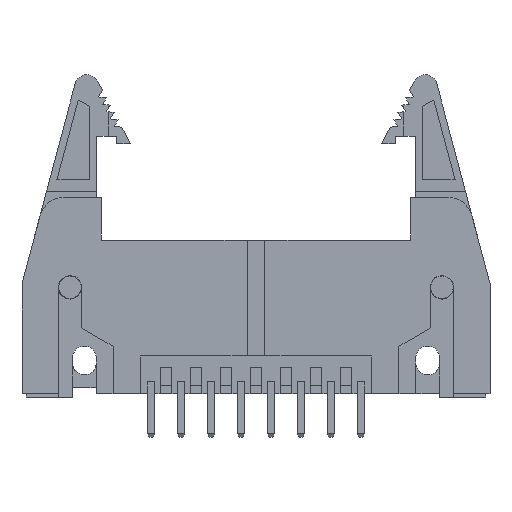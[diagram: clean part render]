
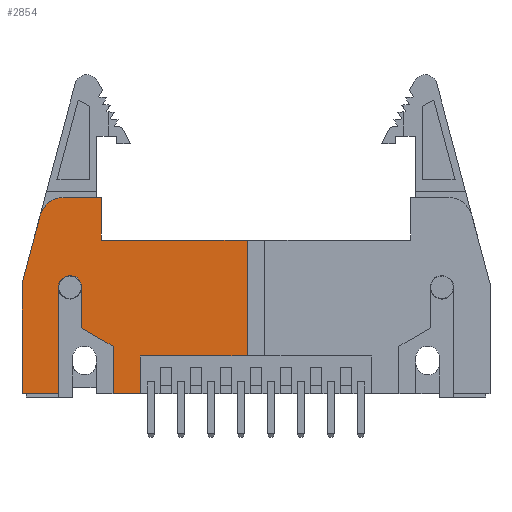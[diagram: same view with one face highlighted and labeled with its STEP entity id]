
A CAD part, front view. The second image highlights one B-rep face of the part: STEP entity #2854.
In plain terms, the highlighted planar face has unit normal (0, -1, 0).
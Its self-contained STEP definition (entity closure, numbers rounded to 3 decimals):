
#1049 = FACE_OUTER_BOUND ( 'NONE', #35026, .T. ) ;
#1374 = VERTEX_POINT ( 'NONE', #21103 ) ;
#1393 = ORIENTED_EDGE ( 'NONE', *, *, #37510, .T. ) ;
#1683 = CARTESIAN_POINT ( 'NONE',  ( 8.55, 0., 3.18 ) ) ;
#1849 = VERTEX_POINT ( 'NONE', #1683 ) ;
#2176 = VECTOR ( 'NONE', #20891, 1000. ) ;
#2388 = VERTEX_POINT ( 'NONE', #5636 ) ;
#2414 = EDGE_CURVE ( 'NONE', #1849, #2388, #4826, .T. ) ;
#2586 = CARTESIAN_POINT ( 'NONE',  ( -7.04, 0., 16.6 ) ) ;
#2854 = ADVANCED_FACE ( 'NONE', ( #1049 ), #35139, .T. ) ;
#2982 = DIRECTION ( 'NONE',  ( 1., 0., 0. ) ) ;
#3031 = CARTESIAN_POINT ( 'NONE',  ( -0.51, 0., 0. ) ) ;
#3077 = CARTESIAN_POINT ( 'NONE',  ( -5.452, 0., 8.5 ) ) ;
#3287 = EDGE_CURVE ( 'NONE', #19797, #21746, #25820, .T. ) ;
#3728 = ORIENTED_EDGE ( 'NONE', *, *, #8566, .T. ) ;
#3935 = VERTEX_POINT ( 'NONE', #7972 ) ;
#4065 = CARTESIAN_POINT ( 'NONE',  ( 0.95, 0., 0. ) ) ;
#4712 = EDGE_CURVE ( 'NONE', #32072, #8437, #27182, .T. ) ;
#4820 = VECTOR ( 'NONE', #33715, 1000. ) ;
#4826 = LINE ( 'NONE', #20476, #33668 ) ;
#5283 = VECTOR ( 'NONE', #37933, 1000. ) ;
#5351 = AXIS2_PLACEMENT_3D ( 'NONE', #7376, #26274, #19776 ) ;
#5607 = VECTOR ( 'NONE', #35572, 1000. ) ;
#5625 = CARTESIAN_POINT ( 'NONE',  ( -5.452, 0., 5.56 ) ) ;
#5636 = CARTESIAN_POINT ( 'NONE',  ( 8.55, 0., 13. ) ) ;
#7175 = LINE ( 'NONE', #19770, #30334 ) ;
#7253 = ORIENTED_EDGE ( 'NONE', *, *, #26223, .T. ) ;
#7376 = CARTESIAN_POINT ( 'NONE',  ( -6.45, 0., 9. ) ) ;
#7640 = ORIENTED_EDGE ( 'NONE', *, *, #40055, .T. ) ;
#7765 = EDGE_CURVE ( 'NONE', #25834, #30331, #14465, .T. ) ;
#7972 = CARTESIAN_POINT ( 'NONE',  ( -7.45, 0., 9. ) ) ;
#8028 = ORIENTED_EDGE ( 'NONE', *, *, #36589, .T. ) ;
#8437 = VERTEX_POINT ( 'NONE', #28436 ) ;
#8566 = EDGE_CURVE ( 'NONE', #35299, #38488, #29442, .T. ) ;
#8749 = LINE ( 'NONE', #33285, #9187 ) ;
#9187 = VECTOR ( 'NONE', #11630, 1000. ) ;
#9281 = LINE ( 'NONE', #28362, #13823 ) ;
#9315 = CARTESIAN_POINT ( 'NONE',  ( -10.52, 0., 9.292 ) ) ;
#9388 = EDGE_CURVE ( 'NONE', #21746, #13761, #35780, .T. ) ;
#10017 = ORIENTED_EDGE ( 'NONE', *, *, #38183, .T. ) ;
#10755 = DIRECTION ( 'NONE',  ( 1., 0., 0. ) ) ;
#11286 = LINE ( 'NONE', #11482, #31652 ) ;
#11482 = CARTESIAN_POINT ( 'NONE',  ( -3.81, 0., 8.5 ) ) ;
#11630 = DIRECTION ( 'NONE',  ( 0., 0., -1. ) ) ;
#12010 = ORIENTED_EDGE ( 'NONE', *, *, #29693, .T. ) ;
#12241 = LINE ( 'NONE', #36163, #20218 ) ;
#12328 = ORIENTED_EDGE ( 'NONE', *, *, #4712, .T. ) ;
#13251 = CARTESIAN_POINT ( 'NONE',  ( 8.55, 0., 0. ) ) ;
#13320 = EDGE_CURVE ( 'NONE', #13761, #32072, #35062, .T. ) ;
#13382 = DIRECTION ( 'NONE',  ( -0.257, 0., -0.966 ) ) ;
#13761 = VERTEX_POINT ( 'NONE', #35731 ) ;
#13823 = VECTOR ( 'NONE', #2982, 1000. ) ;
#14252 = ORIENTED_EDGE ( 'NONE', *, *, #23115, .T. ) ;
#14393 = DIRECTION ( 'NONE',  ( 0., 0., 1. ) ) ;
#14465 = B_SPLINE_CURVE_WITH_KNOTS ( 'NONE', 3,
 ( #18003, #36053, #14980, #26976 ),
 .UNSPECIFIED., .F., .F.,
 ( 4, 4 ),
 ( 0., 1. ),
 .UNSPECIFIED. ) ;
#14644 = EDGE_CURVE ( 'NONE', #8437, #1374, #23240, .T. ) ;
#14681 = ORIENTED_EDGE ( 'NONE', *, *, #35240, .T. ) ;
#14715 = CARTESIAN_POINT ( 'NONE',  ( -7.45, 0., 8.5 ) ) ;
#14980 = CARTESIAN_POINT ( 'NONE',  ( -3.691, 0., 4.52 ) ) ;
#15393 = VERTEX_POINT ( 'NONE', #22510 ) ;
#16016 = CARTESIAN_POINT ( 'NONE',  ( -11.569, 0., 5.345 ) ) ;
#16496 = ORIENTED_EDGE ( 'NONE', *, *, #9388, .T. ) ;
#16897 = ORIENTED_EDGE ( 'NONE', *, *, #13320, .T. ) ;
#17157 = CARTESIAN_POINT ( 'NONE',  ( -2.86, 0., 0. ) ) ;
#17488 = ORIENTED_EDGE ( 'NONE', *, *, #3287, .T. ) ;
#17661 = CARTESIAN_POINT ( 'NONE',  ( -3.81, 0., 16.6 ) ) ;
#18003 = CARTESIAN_POINT ( 'NONE',  ( -5.452, 0., 5.56 ) ) ;
#18217 = AXIS2_PLACEMENT_3D ( 'NONE', #13251, #22199, #25673 ) ;
#18354 = VERTEX_POINT ( 'NONE', #27194 ) ;
#19764 = VECTOR ( 'NONE', #36566, 1000. ) ;
#19770 = CARTESIAN_POINT ( 'NONE',  ( 0.95, 0., 13. ) ) ;
#19776 = DIRECTION ( 'NONE',  ( 1., 0., 0. ) ) ;
#19797 = VERTEX_POINT ( 'NONE', #17661 ) ;
#20073 = DIRECTION ( 'NONE',  ( 0., 1., 0. ) ) ;
#20165 = DIRECTION ( 'NONE',  ( -1., 0., 0. ) ) ;
#20218 = VECTOR ( 'NONE', #24626, 1000. ) ;
#20476 = CARTESIAN_POINT ( 'NONE',  ( 8.55, 0., 8.5 ) ) ;
#20891 = DIRECTION ( 'NONE',  ( 0., 0., -1. ) ) ;
#21103 = CARTESIAN_POINT ( 'NONE',  ( -7.45, 0., 0. ) ) ;
#21405 = CIRCLE ( 'NONE', #38758, 1. ) ;
#21746 = VERTEX_POINT ( 'NONE', #2586 ) ;
#22199 = DIRECTION ( 'NONE',  ( 0., -1., 0. ) ) ;
#22510 = CARTESIAN_POINT ( 'NONE',  ( -3.81, 0., 13. ) ) ;
#22955 = DIRECTION ( 'NONE',  ( 1., 0., 0. ) ) ;
#23115 = EDGE_CURVE ( 'NONE', #3935, #29065, #36428, .T. ) ;
#23240 = LINE ( 'NONE', #17157, #5607 ) ;
#23924 = CARTESIAN_POINT ( 'NONE',  ( -10.52, 0., 0. ) ) ;
#23952 = ORIENTED_EDGE ( 'NONE', *, *, #2414, .T. ) ;
#24626 = DIRECTION ( 'NONE',  ( 0., 0., 1. ) ) ;
#25328 = CARTESIAN_POINT ( 'NONE',  ( -5.452, 0., 8.937 ) ) ;
#25472 = AXIS2_PLACEMENT_3D ( 'NONE', #32636, #27186, #36064 ) ;
#25673 = DIRECTION ( 'NONE',  ( 0., 0., 1. ) ) ;
#25820 = LINE ( 'NONE', #38129, #5283 ) ;
#25834 = VERTEX_POINT ( 'NONE', #5625 ) ;
#26182 = CARTESIAN_POINT ( 'NONE',  ( -6.45, 0., 9. ) ) ;
#26223 = EDGE_CURVE ( 'NONE', #2388, #15393, #7175, .T. ) ;
#26274 = DIRECTION ( 'NONE',  ( 0., 1., 0. ) ) ;
#26976 = CARTESIAN_POINT ( 'NONE',  ( -2.81, 0., 4. ) ) ;
#27182 = LINE ( 'NONE', #23924, #2176 ) ;
#27186 = DIRECTION ( 'NONE',  ( 0., -1., 0. ) ) ;
#27194 = CARTESIAN_POINT ( 'NONE',  ( -0.51, 0., 3.18 ) ) ;
#27303 = LINE ( 'NONE', #3077, #4820 ) ;
#28362 = CARTESIAN_POINT ( 'NONE',  ( 0.95, 0., 3.18 ) ) ;
#28436 = CARTESIAN_POINT ( 'NONE',  ( -10.52, 0., 0. ) ) ;
#29065 = VERTEX_POINT ( 'NONE', #32277 ) ;
#29442 = LINE ( 'NONE', #4065, #36283 ) ;
#29523 = VECTOR ( 'NONE', #13382, 1000. ) ;
#29693 = EDGE_CURVE ( 'NONE', #15393, #19797, #11286, .T. ) ;
#30331 = VERTEX_POINT ( 'NONE', #38686 ) ;
#30334 = VECTOR ( 'NONE', #20165, 1000. ) ;
#31237 = ORIENTED_EDGE ( 'NONE', *, *, #31432, .T. ) ;
#31432 = EDGE_CURVE ( 'NONE', #29065, #31617, #21405, .T. ) ;
#31617 = VERTEX_POINT ( 'NONE', #25328 ) ;
#31652 = VECTOR ( 'NONE', #35967, 1000. ) ;
#32072 = VERTEX_POINT ( 'NONE', #9315 ) ;
#32277 = CARTESIAN_POINT ( 'NONE',  ( -6.45, 0., 10. ) ) ;
#32636 = CARTESIAN_POINT ( 'NONE',  ( -7.04, 0., 14.6 ) ) ;
#33285 = CARTESIAN_POINT ( 'NONE',  ( -2.81, 0., 8.5 ) ) ;
#33668 = VECTOR ( 'NONE', #14393, 1000. ) ;
#33715 = DIRECTION ( 'NONE',  ( 0., 0., -1. ) ) ;
#34714 = ORIENTED_EDGE ( 'NONE', *, *, #14644, .T. ) ;
#35026 = EDGE_LOOP ( 'NONE', ( #17488, #16496, #16897, #12328, #34714, #1393, #14252, #31237, #8028, #37503, #14681, #3728, #10017, #7640, #23952, #7253, #12010 ) ) ;
#35062 = LINE ( 'NONE', #16016, #29523 ) ;
#35139 = PLANE ( 'NONE',  #18217 ) ;
#35240 = EDGE_CURVE ( 'NONE', #30331, #35299, #8749, .T. ) ;
#35299 = VERTEX_POINT ( 'NONE', #36938 ) ;
#35572 = DIRECTION ( 'NONE',  ( 1., 0., 0. ) ) ;
#35731 = CARTESIAN_POINT ( 'NONE',  ( -8.973, 0., 15.114 ) ) ;
#35780 = CIRCLE ( 'NONE', #25472, 2. ) ;
#35967 = DIRECTION ( 'NONE',  ( 0., 0., 1. ) ) ;
#36053 = CARTESIAN_POINT ( 'NONE',  ( -4.571, 0., 5.04 ) ) ;
#36064 = DIRECTION ( 'NONE',  ( 1., 0., 0. ) ) ;
#36155 = LINE ( 'NONE', #14715, #19764 ) ;
#36163 = CARTESIAN_POINT ( 'NONE',  ( -0.51, 0., 0. ) ) ;
#36283 = VECTOR ( 'NONE', #22955, 1000. ) ;
#36428 = CIRCLE ( 'NONE', #5351, 1. ) ;
#36566 = DIRECTION ( 'NONE',  ( 0., 0., 1. ) ) ;
#36589 = EDGE_CURVE ( 'NONE', #31617, #25834, #27303, .T. ) ;
#36938 = CARTESIAN_POINT ( 'NONE',  ( -2.81, 0., 0. ) ) ;
#37503 = ORIENTED_EDGE ( 'NONE', *, *, #7765, .T. ) ;
#37510 = EDGE_CURVE ( 'NONE', #1374, #3935, #36155, .T. ) ;
#37933 = DIRECTION ( 'NONE',  ( -1., 0., 0. ) ) ;
#38129 = CARTESIAN_POINT ( 'NONE',  ( 7.28, 0., 16.6 ) ) ;
#38183 = EDGE_CURVE ( 'NONE', #38488, #18354, #12241, .T. ) ;
#38488 = VERTEX_POINT ( 'NONE', #3031 ) ;
#38686 = CARTESIAN_POINT ( 'NONE',  ( -2.81, 0., 4. ) ) ;
#38758 = AXIS2_PLACEMENT_3D ( 'NONE', #26182, #20073, #10755 ) ;
#40055 = EDGE_CURVE ( 'NONE', #18354, #1849, #9281, .T. ) ;
